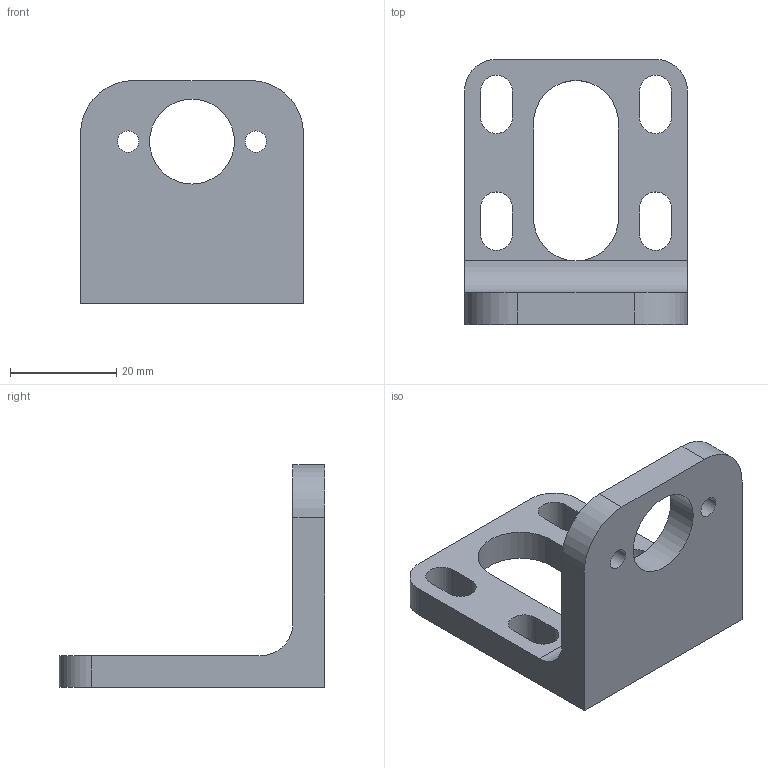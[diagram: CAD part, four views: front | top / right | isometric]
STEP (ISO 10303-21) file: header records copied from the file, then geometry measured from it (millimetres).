
FILE_DESCRIPTION(('CATIA V5 STEP Exchange'),'2;1');
FILE_NAME('9150106_Equerre_support_Smot.stp','2017-08-08T10:26:32+00:00',('none'),('none'),'Version 5-6 Release 2012','CATIA V5 STEP AP203','none');
FILE_SCHEMA(('CONFIG_CONTROL_DESIGN'));
Length unit declared in the file: millimetre
Products named in the file (1): 9150106_Equerre_support_Smot
Bounding box: 42 x 50 x 42 mm (x, y, z)
Volume: 15956.1 mm3; surface area: 8233.8 mm2
Topology: 1 solids, 1 shells, 39 faces, 113 edges, 75 vertices
Faces by surface type: cylinder 21, plane 18
Entity records: 1300 total; most frequent: ORIENTED_EDGE 226, CARTESIAN_POINT 221, DIRECTION 177, EDGE_CURVE 113, AXIS2_PLACEMENT_3D 76, VERTEX_POINT 75, VECTOR 70, LINE 70
